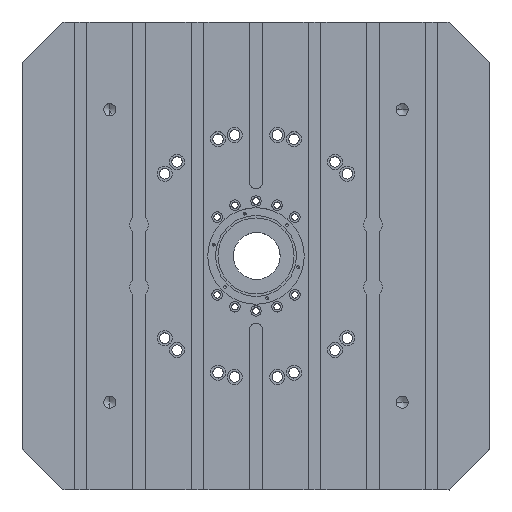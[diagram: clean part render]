
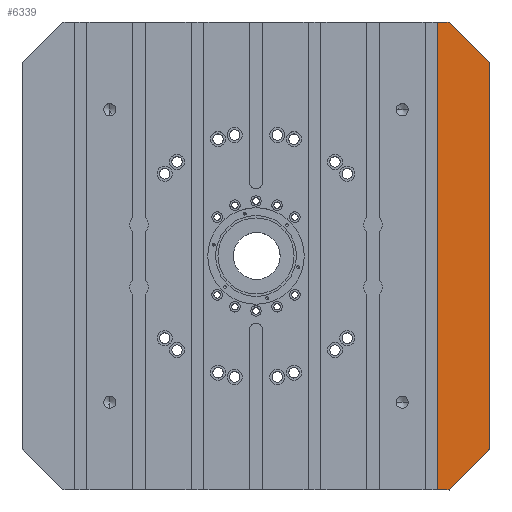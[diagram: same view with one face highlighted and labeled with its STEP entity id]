
A CAD part, top view. The second image highlights one B-rep face of the part: STEP entity #6339.
In plain terms, the highlighted planar face has unit normal (0, 0, 1).
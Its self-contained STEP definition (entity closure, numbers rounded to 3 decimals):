
#6339 = ADVANCED_FACE('',(#6340),#6390,.T.);
#6340 = FACE_BOUND('',#6341,.T.);
#6341 = EDGE_LOOP('',(#6342,#6352,#6360,#6368,#6376,#6384));
#6342 = ORIENTED_EDGE('',*,*,#6343,.T.);
#6343 = EDGE_CURVE('',#6344,#6346,#6348,.T.);
#6344 = VERTEX_POINT('',#6345);
#6345 = CARTESIAN_POINT('',(-435.817,362.204,
    -529.454));
#6346 = VERTEX_POINT('',#6347);
#6347 = CARTESIAN_POINT('',(-505.817,432.204,
    -529.454));
#6348 = LINE('',#6349,#6350);
#6349 = CARTESIAN_POINT('',(-505.817,432.204,
    -529.454));
#6350 = VECTOR('',#6351,1.);
#6351 = DIRECTION('',(-0.707,0.707,0.));
#6352 = ORIENTED_EDGE('',*,*,#6353,.T.);
#6353 = EDGE_CURVE('',#6346,#6354,#6356,.T.);
#6354 = VERTEX_POINT('',#6355);
#6355 = CARTESIAN_POINT('',(-524.817,432.204,
    -529.454));
#6356 = LINE('',#6357,#6358);
#6357 = CARTESIAN_POINT('',(-1235.817,432.204,
    -529.454));
#6358 = VECTOR('',#6359,1.);
#6359 = DIRECTION('',(-1.,0.,0.));
#6360 = ORIENTED_EDGE('',*,*,#6361,.T.);
#6361 = EDGE_CURVE('',#6354,#6362,#6364,.T.);
#6362 = VERTEX_POINT('',#6363);
#6363 = CARTESIAN_POINT('',(-524.817,-367.796,
    -529.454));
#6364 = LINE('',#6365,#6366);
#6365 = CARTESIAN_POINT('',(-524.817,432.205,
    -529.454));
#6366 = VECTOR('',#6367,1.);
#6367 = DIRECTION('',(0.,-1.,0.));
#6368 = ORIENTED_EDGE('',*,*,#6369,.T.);
#6369 = EDGE_CURVE('',#6362,#6370,#6372,.T.);
#6370 = VERTEX_POINT('',#6371);
#6371 = CARTESIAN_POINT('',(-505.817,-367.796,
    -529.454));
#6372 = LINE('',#6373,#6374);
#6373 = CARTESIAN_POINT('',(-1235.817,-367.796,
    -529.454));
#6374 = VECTOR('',#6375,1.);
#6375 = DIRECTION('',(1.,0.,0.));
#6376 = ORIENTED_EDGE('',*,*,#6377,.T.);
#6377 = EDGE_CURVE('',#6370,#6378,#6380,.T.);
#6378 = VERTEX_POINT('',#6379);
#6379 = CARTESIAN_POINT('',(-435.817,-297.796,
    -529.454));
#6380 = LINE('',#6381,#6382);
#6381 = CARTESIAN_POINT('',(-435.817,-297.796,
    -529.454));
#6382 = VECTOR('',#6383,1.);
#6383 = DIRECTION('',(0.707,0.707,0.));
#6384 = ORIENTED_EDGE('',*,*,#6385,.T.);
#6385 = EDGE_CURVE('',#6378,#6344,#6386,.T.);
#6386 = LINE('',#6387,#6388);
#6387 = CARTESIAN_POINT('',(-435.817,432.204,
    -529.454));
#6388 = VECTOR('',#6389,1.);
#6389 = DIRECTION('',(0.,1.,0.));
#6390 = PLANE('',#6391);
#6391 = AXIS2_PLACEMENT_3D('',#6392,#6393,#6394);
#6392 = CARTESIAN_POINT('',(-835.817,32.204,
    -529.454));
#6393 = DIRECTION('',(0.,0.,1.));
#6394 = DIRECTION('',(1.,0.,0.));
